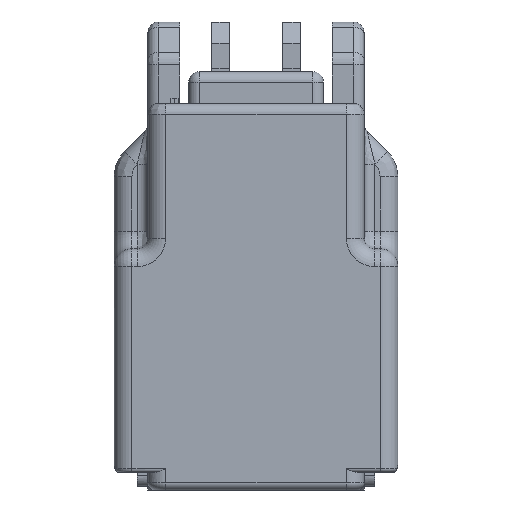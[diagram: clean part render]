
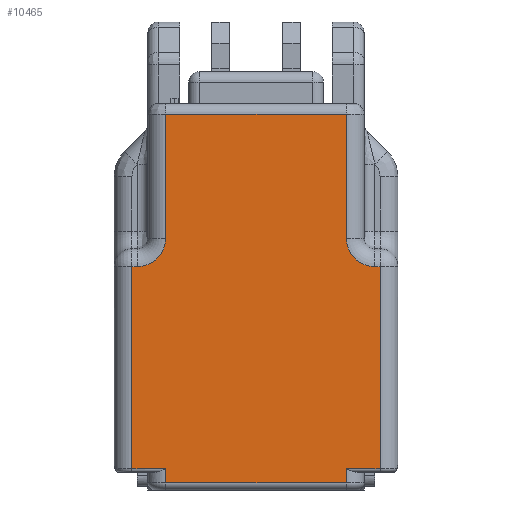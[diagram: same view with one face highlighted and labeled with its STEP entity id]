
A CAD part, front view. The second image highlights one B-rep face of the part: STEP entity #10465.
In plain terms, the highlighted planar face has unit normal (0, -1, 0).
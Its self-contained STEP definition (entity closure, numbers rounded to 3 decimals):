
#49=DIRECTION('',(1.,0.,0.));
#50=VECTOR('',#49,5.1);
#51=CARTESIAN_POINT('',(-2.55,-3.55,0.5));
#52=LINE('',#51,#50);
#83=CARTESIAN_POINT('',(-2.55,-3.55,0.9));
#85=DIRECTION('',(0.,0.,-1.));
#86=VECTOR('',#85,0.4);
#87=CARTESIAN_POINT('',(-2.55,-3.55,0.9));
#88=LINE('',#87,#86);
#1009=DIRECTION('',(0.,0.,1.));
#1010=VECTOR('',#1009,0.4);
#1011=CARTESIAN_POINT('',(2.55,-3.55,0.5));
#1012=LINE('',#1011,#1010);
#1048=CARTESIAN_POINT('',(-3.35,-3.55,7.4));
#1049=DIRECTION('',(0.,-1.,0.));
#1050=DIRECTION('',(0.,0.,-1.));
#1051=AXIS2_PLACEMENT_3D('',#1048,#1049,#1050);
#1053=CARTESIAN_POINT('',(3.35,-3.55,7.4));
#1054=DIRECTION('',(0.,-1.,0.));
#1055=DIRECTION('',(-1.,0.,0.));
#1056=AXIS2_PLACEMENT_3D('',#1053,#1054,#1055);
#1058=DIRECTION('',(-1.,0.,0.));
#1059=VECTOR('',#1058,0.15);
#1060=CARTESIAN_POINT('',(-3.35,-3.55,6.6));
#1061=LINE('',#1060,#1059);
#3540=DIRECTION('',(-1.,0.,0.));
#3541=VECTOR('',#3540,0.15);
#3542=CARTESIAN_POINT('',(3.5,-3.55,6.6));
#3543=LINE('',#3542,#3541);
#3577=DIRECTION('',(0.,0.,1.));
#3578=VECTOR('',#3577,5.7);
#3579=CARTESIAN_POINT('',(3.5,-3.55,0.9));
#3580=LINE('',#3579,#3578);
#3633=DIRECTION('',(1.,0.,0.));
#3634=VECTOR('',#3633,0.95);
#3635=CARTESIAN_POINT('',(2.55,-3.55,0.9));
#3636=LINE('',#3635,#3634);
#3656=DIRECTION('',(0.,0.,1.));
#3657=VECTOR('',#3656,3.5);
#3658=CARTESIAN_POINT('',(2.55,-3.55,7.4));
#3659=LINE('',#3658,#3657);
#3683=DIRECTION('',(-1.,0.,0.));
#3684=VECTOR('',#3683,5.1);
#3685=CARTESIAN_POINT('',(2.55,-3.55,10.9));
#3686=LINE('',#3685,#3684);
#4894=DIRECTION('',(0.,0.,-1.));
#4895=VECTOR('',#4894,3.5);
#4896=CARTESIAN_POINT('',(-2.55,-3.55,10.9));
#4897=LINE('',#4896,#4895);
#6890=DIRECTION('',(1.,0.,0.));
#6891=VECTOR('',#6890,0.95);
#6892=CARTESIAN_POINT('',(-3.5,-3.55,0.9));
#6893=LINE('',#6892,#6891);
#6922=DIRECTION('',(0.,0.,-1.));
#6923=VECTOR('',#6922,5.7);
#6924=CARTESIAN_POINT('',(-3.5,-3.55,6.6));
#6925=LINE('',#6924,#6923);
#7030=CARTESIAN_POINT('',(-2.55,-3.55,0.5));
#7031=VERTEX_POINT('',#7030);
#7032=CARTESIAN_POINT('',(2.55,-3.55,0.5));
#7033=VERTEX_POINT('',#7032);
#7041=VERTEX_POINT('',#83);
#7210=CARTESIAN_POINT('',(-2.55,-3.55,7.4));
#7211=VERTEX_POINT('',#7210);
#7212=CARTESIAN_POINT('',(-3.35,-3.55,6.6));
#7213=VERTEX_POINT('',#7212);
#7216=CARTESIAN_POINT('',(-2.55,-3.55,10.9));
#7217=VERTEX_POINT('',#7216);
#8277=CARTESIAN_POINT('',(3.5,-3.55,6.6));
#8278=VERTEX_POINT('',#8277);
#8282=CARTESIAN_POINT('',(3.5,-3.55,0.9));
#8283=VERTEX_POINT('',#8282);
#8468=CARTESIAN_POINT('',(2.55,-3.55,0.9));
#8469=VERTEX_POINT('',#8468);
#8473=CARTESIAN_POINT('',(-3.5,-3.55,6.6));
#8474=VERTEX_POINT('',#8473);
#8475=CARTESIAN_POINT('',(2.55,-3.55,10.9));
#8476=VERTEX_POINT('',#8475);
#8477=CARTESIAN_POINT('',(2.55,-3.55,7.4));
#8478=VERTEX_POINT('',#8477);
#8479=CARTESIAN_POINT('',(3.35,-3.55,6.6));
#8480=VERTEX_POINT('',#8479);
#8481=CARTESIAN_POINT('',(-3.5,-3.55,0.9));
#8482=VERTEX_POINT('',#8481);
#10433=CARTESIAN_POINT('',(-3.05,-3.55,0.3));
#10434=DIRECTION('',(0.,1.,0.));
#10435=DIRECTION('',(1.,0.,0.));
#10436=AXIS2_PLACEMENT_3D('',#10433,#10434,#10435);
#10437=PLANE('',#10436);
#10439=ORIENTED_EDGE('',*,*,#10438,.F.);
#10441=ORIENTED_EDGE('',*,*,#10440,.T.);
#10443=ORIENTED_EDGE('',*,*,#10442,.F.);
#10445=ORIENTED_EDGE('',*,*,#10444,.F.);
#10447=ORIENTED_EDGE('',*,*,#10446,.F.);
#10449=ORIENTED_EDGE('',*,*,#10448,.T.);
#10451=ORIENTED_EDGE('',*,*,#10450,.F.);
#10453=ORIENTED_EDGE('',*,*,#10452,.F.);
#10455=ORIENTED_EDGE('',*,*,#10454,.F.);
#10456=ORIENTED_EDGE('',*,*,#10410,.F.);
#10457=ORIENTED_EDGE('',*,*,#8881,.F.);
#10458=ORIENTED_EDGE('',*,*,#8916,.F.);
#10460=ORIENTED_EDGE('',*,*,#10459,.F.);
#10462=ORIENTED_EDGE('',*,*,#10461,.F.);
#10463=EDGE_LOOP('',(#10439,#10441,#10443,#10445,#10447,#10449,#10451,#10453,
#10455,#10456,#10457,#10458,#10460,#10462));
#10464=FACE_OUTER_BOUND('',#10463,.F.);
#10465=ADVANCED_FACE('',(#10464),#10437,.F.);
#1052=CIRCLE('',#1051,0.8);
#1057=CIRCLE('',#1056,0.8);
#8881=EDGE_CURVE('',#7031,#7033,#52,.T.);
#8916=EDGE_CURVE('',#7041,#7031,#88,.T.);
#10410=EDGE_CURVE('',#7033,#8469,#1012,.T.);
#10438=EDGE_CURVE('',#7213,#8474,#1061,.T.);
#10440=EDGE_CURVE('',#7213,#7211,#1052,.T.);
#10442=EDGE_CURVE('',#7217,#7211,#4897,.T.);
#10444=EDGE_CURVE('',#8476,#7217,#3686,.T.);
#10446=EDGE_CURVE('',#8478,#8476,#3659,.T.);
#10448=EDGE_CURVE('',#8478,#8480,#1057,.T.);
#10450=EDGE_CURVE('',#8278,#8480,#3543,.T.);
#10452=EDGE_CURVE('',#8283,#8278,#3580,.T.);
#10454=EDGE_CURVE('',#8469,#8283,#3636,.T.);
#10459=EDGE_CURVE('',#8482,#7041,#6893,.T.);
#10461=EDGE_CURVE('',#8474,#8482,#6925,.T.);
